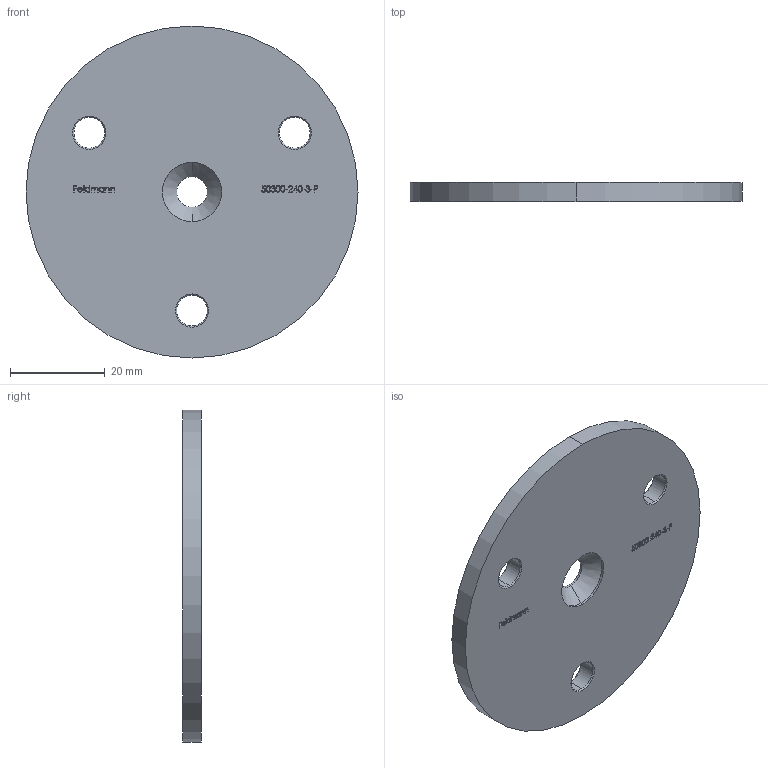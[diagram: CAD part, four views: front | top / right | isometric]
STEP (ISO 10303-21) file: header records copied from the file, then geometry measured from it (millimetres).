
FILE_DESCRIPTION (( 'STEP AP203' ), '1' );
FILE_NAME ('50300-240-3-P.step', '2020-10-21T10:55:24', ( '' ), ( '' ), 'SwSTEP 2.0', 'SolidWorks 2018', '' );
FILE_SCHEMA (( 'CONFIG_CONTROL_DESIGN' ));
Length unit declared in the file: millimetre
Products named in the file (2): 50300-240-3-P
Bounding box: 70 x 4 x 70 mm (x, y, z)
Volume: 14693.3 mm3; surface area: 8617 mm2
Topology: 1 solids, 1 shells, 295 faces, 773 edges, 510 vertices
Faces by surface type: plane 137, bspline 132, cone 14, cylinder 12
Entity records: 16802 total; most frequent: CARTESIAN_POINT 10240, ORIENTED_EDGE 1546, DIRECTION 875, EDGE_CURVE 773, VERTEX_POINT 510, LINE 473, VECTOR 473, EDGE_LOOP 333
